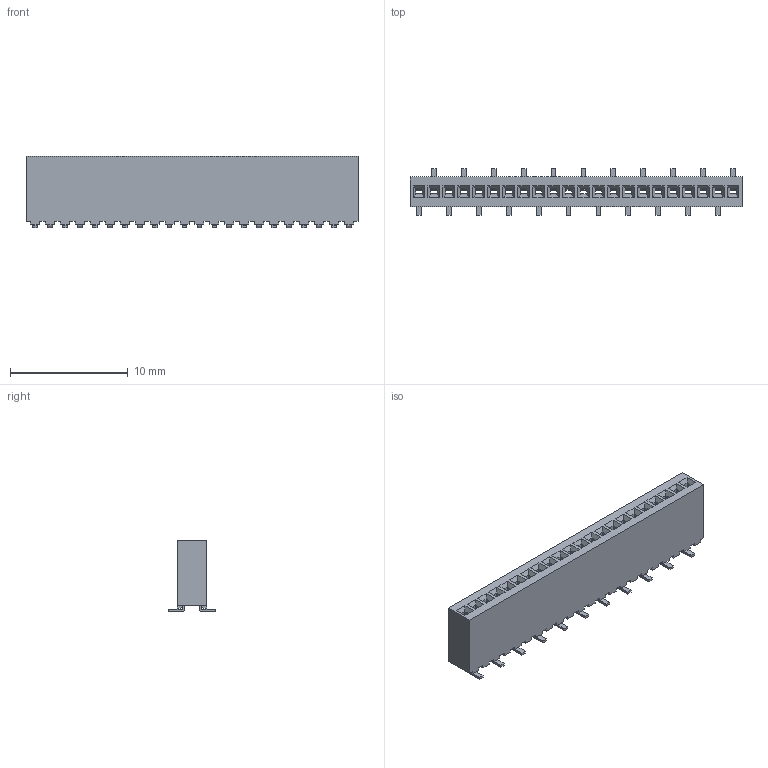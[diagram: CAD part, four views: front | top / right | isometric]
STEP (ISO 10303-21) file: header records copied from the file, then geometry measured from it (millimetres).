
FILE_DESCRIPTION(('FreeCAD Model'),'2;1');
FILE_NAME('Open CASCADE Shape Model','2025-01-14T14:34:54',(''),(''), 'Open CASCADE STEP processor 7.8','FreeCAD','Unknown');
FILE_SCHEMA(('AUTOMOTIVE_DESIGN { 1 0 10303 214 1 1 1 1 }'));
Length unit declared in the file: millimetre
Products named in the file (4): RSM-122-02-STL-S; RSM-122-02-S_socket; C-64-02-22-SSTL; C-64-02-22-SSTL2
Assembly tree (3 placements, depth 2):
  RSM-122-02-STL-S
    RSM-122-02-S_socket
    C-64-02-22-SSTL
    C-64-02-22-SSTL2
Bounding box: 28.19 x 3.94 x 6.1 mm (x, y, z)
Volume: 548.8 mm3; surface area: 1421.6 mm2
Topology: 3 solids, 3 shells, 832 faces, 2456 edges, 1608 vertices
Faces by surface type: plane 744, cylinder 88
Entity records: 27569 total; most frequent: ORIENTED_EDGE 4912, CARTESIAN_POINT 4900, DIRECTION 4304, EDGE_CURVE 2456, LINE 2280, VECTOR 2280, VERTEX_POINT 1608, AXIS2_PLACEMENT_3D 1012
